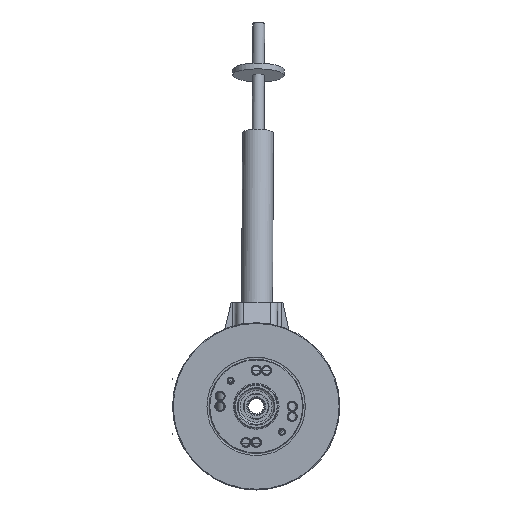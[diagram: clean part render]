
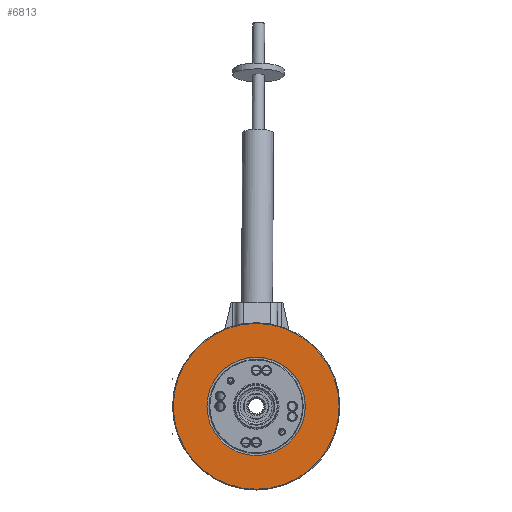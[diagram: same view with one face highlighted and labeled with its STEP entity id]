
A CAD part, left-side view. The second image highlights one B-rep face of the part: STEP entity #6813.
In plain terms, the highlighted planar face has unit normal (-1, 0, 0).
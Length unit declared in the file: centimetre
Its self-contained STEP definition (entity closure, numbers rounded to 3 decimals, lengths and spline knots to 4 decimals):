
#1049=PLANE('',#7289);
#1382=FACE_BOUND('',#2050,.T.);
#1586=FACE_OUTER_BOUND('',#2049,.T.);
#2049=EDGE_LOOP('',(#4854));
#2050=EDGE_LOOP('',(#4855));
#2698=CIRCLE('',#7288,6.6749);
#2699=CIRCLE('',#7290,11.25);
#3134=VERTEX_POINT('',#10208);
#3135=VERTEX_POINT('',#10211);
#3843=EDGE_CURVE('',#3134,#3134,#2698,.T.);
#3844=EDGE_CURVE('',#3135,#3135,#2699,.T.);
#4854=ORIENTED_EDGE('',*,*,#3844,.T.);
#4855=ORIENTED_EDGE('',*,*,#3843,.T.);
#6813=ADVANCED_FACE('',(#1586,#1382),#1049,.T.);
#7288=AXIS2_PLACEMENT_3D('',#10209,#8192,#8193);
#7289=AXIS2_PLACEMENT_3D('',#10210,#8194,#8195);
#7290=AXIS2_PLACEMENT_3D('',#10212,#8196,#8197);
#8192=DIRECTION('center_axis',(1.,0.,0.));
#8193=DIRECTION('ref_axis',(0.,0.,-1.));
#8194=DIRECTION('center_axis',(-1.,0.,0.));
#8195=DIRECTION('ref_axis',(0.,0.,-1.));
#8196=DIRECTION('center_axis',(-1.,0.,0.));
#8197=DIRECTION('ref_axis',(0.,1.,0.));
#10208=CARTESIAN_POINT('',(-2.63,6.6749,0.));
#10209=CARTESIAN_POINT('Origin',(-2.63,0.,0.));
#10210=CARTESIAN_POINT('Origin',(-2.63,0.,0.));
#10211=CARTESIAN_POINT('',(-2.63,11.25,0.));
#10212=CARTESIAN_POINT('Origin',(-2.63,0.,0.));
